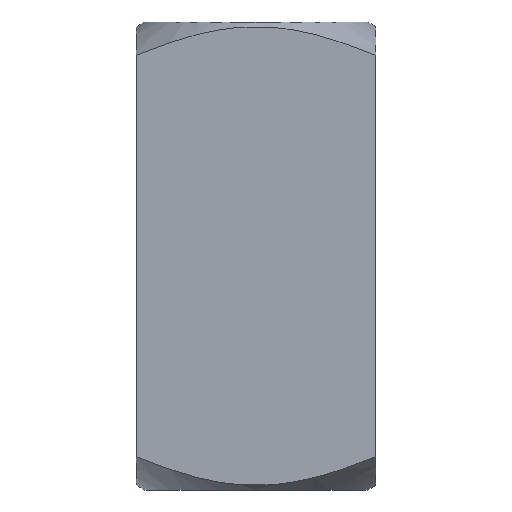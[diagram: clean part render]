
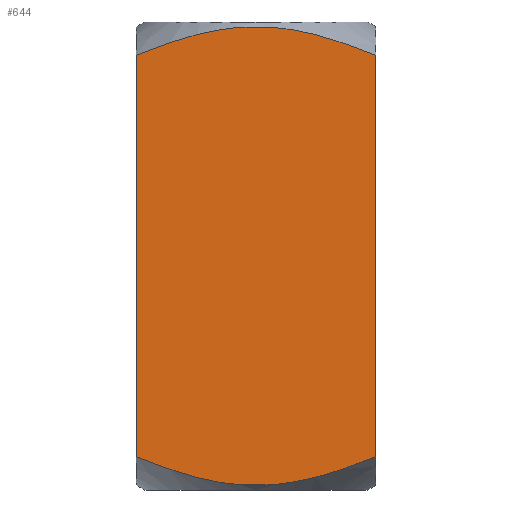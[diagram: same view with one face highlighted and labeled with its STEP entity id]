
A CAD part, left-side view. The second image highlights one B-rep face of the part: STEP entity #644.
In plain terms, the highlighted planar face has unit normal (-1, 0, 0).
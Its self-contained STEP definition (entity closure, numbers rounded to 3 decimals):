
#16=(
BOUNDED_CURVE()
B_SPLINE_CURVE(2,(#1140,#1141,#1142),.UNSPECIFIED.,.F.,.F.)
B_SPLINE_CURVE_WITH_KNOTS((3,3),(3.099,11.487),
 .UNSPECIFIED.)
CURVE()
GEOMETRIC_REPRESENTATION_ITEM()
RATIONAL_B_SPLINE_CURVE((1.721,2.434,1.721))
REPRESENTATION_ITEM('')
);
#20=(
BOUNDED_CURVE()
B_SPLINE_CURVE(2,(#1159,#1160,#1161),.UNSPECIFIED.,.F.,.F.)
B_SPLINE_CURVE_WITH_KNOTS((3,3),(3.099,11.487),
 .UNSPECIFIED.)
CURVE()
GEOMETRIC_REPRESENTATION_ITEM()
RATIONAL_B_SPLINE_CURVE((1.721,2.434,1.721))
REPRESENTATION_ITEM('')
);
#96=LINE('',#1175,#118);
#97=LINE('',#1177,#119);
#118=VECTOR('',#928,10.);
#119=VECTOR('',#931,10.);
#172=FACE_OUTER_BOUND('',#212,.T.);
#212=EDGE_LOOP('',(#590,#591,#592,#593));
#317=VERTEX_POINT('',#1135);
#318=VERTEX_POINT('',#1139);
#321=VERTEX_POINT('',#1154);
#322=VERTEX_POINT('',#1158);
#404=EDGE_CURVE('',#318,#317,#16,.T.);
#410=EDGE_CURVE('',#322,#321,#20,.T.);
#415=EDGE_CURVE('',#322,#317,#96,.T.);
#416=EDGE_CURVE('',#321,#318,#97,.T.);
#590=ORIENTED_EDGE('',*,*,#404,.T.);
#591=ORIENTED_EDGE('',*,*,#415,.F.);
#592=ORIENTED_EDGE('',*,*,#410,.T.);
#593=ORIENTED_EDGE('',*,*,#416,.T.);
#611=PLANE('',#746);
#644=ADVANCED_FACE('',(#172),#611,.T.);
#746=AXIS2_PLACEMENT_3D('',#1176,#929,#930);
#928=DIRECTION('',(0.,0.,1.));
#929=DIRECTION('center_axis',(-1.,0.,0.));
#930=DIRECTION('ref_axis',(0.,0.,1.));
#931=DIRECTION('',(0.,0.,1.));
#1135=CARTESIAN_POINT('',(-22.5,22.5,81.753));
#1139=CARTESIAN_POINT('',(-22.5,-22.5,81.753));
#1140=CARTESIAN_POINT('Ctrl Pts',(-22.5,-22.5,81.753));
#1141=CARTESIAN_POINT('Ctrl Pts',(-22.5,0.,90.939));
#1142=CARTESIAN_POINT('Ctrl Pts',(-22.5,22.5,81.753));
#1154=CARTESIAN_POINT('',(-22.5,-22.5,6.247));
#1158=CARTESIAN_POINT('',(-22.5,22.5,6.247));
#1159=CARTESIAN_POINT('Ctrl Pts',(-22.5,22.5,6.247));
#1160=CARTESIAN_POINT('Ctrl Pts',(-22.5,0.,-2.939));
#1161=CARTESIAN_POINT('Ctrl Pts',(-22.5,-22.5,6.247));
#1175=CARTESIAN_POINT('',(-22.5,22.5,0.));
#1176=CARTESIAN_POINT('Origin',(-22.5,-22.5,0.));
#1177=CARTESIAN_POINT('',(-22.5,-22.5,0.));
